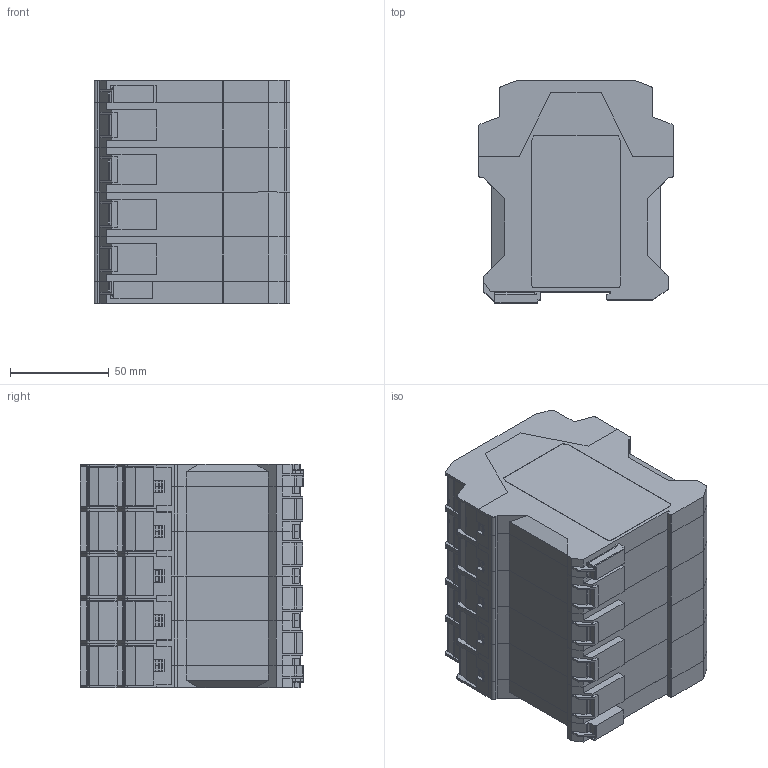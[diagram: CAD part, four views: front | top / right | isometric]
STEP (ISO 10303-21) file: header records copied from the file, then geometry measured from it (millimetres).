
FILE_DESCRIPTION((''),'2;1');
FILE_NAME('5ER_BLOCK_ASM','2008-01-11T',('IndustrieHansa'),('Pepperl+Fuchs'),'PRO/ENGINEER BY PARAMETRIC TECHNOLOGY CORPORATION, 2006420','PRO/ENGINEER BY PARAMETRIC TECHNOLOGY CORPORATION, 2006420','');
FILE_SCHEMA(('AUTOMOTIVE_DESIGN_CC2 { 1 2 10303 214 -1 1 5 2 }'));
Length unit declared in the file: millimetre
Products named in the file (6): 111280_ME22_5UTM__5ER; 111280_ME_22_5_UTL__5ER; 125087_MSS_SUPPLY_INT_5ER; STECKERTEIL-1779851__5ER; 111280_ME_22_5_UTR__5ER; 5ER_BLOCK_ASM
Assembly tree (27 placements, depth 2):
  5ER_BLOCK_ASM
    111280_ME22_5UTM__5ER  x4
    111280_ME_22_5_UTL__5ER
    125087_MSS_SUPPLY_INT_5ER  x5
    STECKERTEIL-1779851__5ER  x16
    111280_ME_22_5_UTR__5ER
Bounding box: 99 x 112.79 x 113 mm (x, y, z)
Volume: 406418.9 mm3; surface area: 196387 mm2
Topology: 27 solids, 27 shells, 1661 faces, 4813 edges, 3175 vertices
Faces by surface type: plane 1293, cylinder 368
Entity records: 22204 total; most frequent: CARTESIAN_POINT 3155, ORIENTED_EDGE 3058, DIRECTION 2872, PRESENTATION_STYLE_ASSIGNMENT 1547, STYLED_ITEM 1547, CURVE_STYLE 1542, EDGE_CURVE 1529, VECTOR 1292
